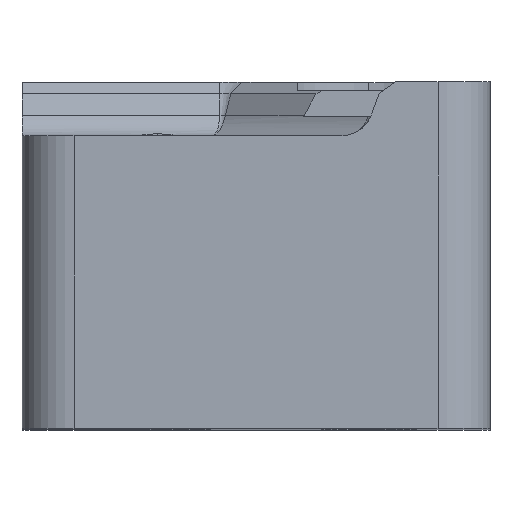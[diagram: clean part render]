
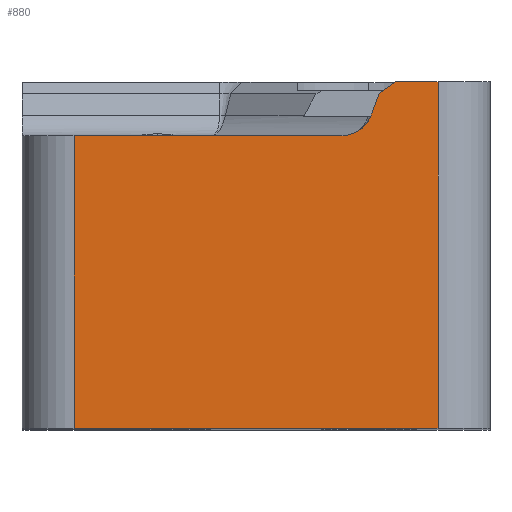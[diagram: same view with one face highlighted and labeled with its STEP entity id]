
A CAD part, top view. The second image highlights one B-rep face of the part: STEP entity #880.
In plain terms, the highlighted planar face has unit normal (0, 0, 1).
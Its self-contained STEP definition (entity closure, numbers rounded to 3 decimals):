
#88 = VECTOR ( 'NONE', #3540, 1000. ) ;
#100 = CARTESIAN_POINT ( 'NONE',  ( 8.048, 20., 28. ) ) ;
#102 = EDGE_LOOP ( 'NONE', ( #289, #2825, #1145, #3588, #2097, #1876, #2091, #2022 ) ) ;
#137 = DIRECTION ( 'NONE',  ( 1., 0., 0. ) ) ;
#289 = ORIENTED_EDGE ( 'NONE', *, *, #1320, .F. ) ;
#319 = VECTOR ( 'NONE', #1306, 1000. ) ;
#358 = LINE ( 'NONE', #1649, #88 ) ;
#402 = LINE ( 'NONE', #3918, #319 ) ;
#420 = DIRECTION ( 'NONE',  ( 0., 1., 0. ) ) ;
#434 = VECTOR ( 'NONE', #420, 1000. ) ;
#566 = LINE ( 'NONE', #1534, #2829 ) ;
#622 = PLANE ( 'NONE',  #4439 ) ;
#641 = FACE_OUTER_BOUND ( 'NONE', #102, .T. ) ;
#880 = ADVANCED_FACE ( 'NONE', ( #641 ), #622, .F. ) ;
#954 = CARTESIAN_POINT ( 'NONE',  ( 4.959, 18.7, 28. ) ) ;
#1145 = ORIENTED_EDGE ( 'NONE', *, *, #4249, .T. ) ;
#1156 = EDGE_CURVE ( 'NONE', #1172, #4595, #2531, .T. ) ;
#1172 = VERTEX_POINT ( 'NONE', #2983 ) ;
#1208 = CARTESIAN_POINT ( 'NONE',  ( 7.109, 19.342, 28. ) ) ;
#1306 = DIRECTION ( 'NONE',  ( 1., 0., 0. ) ) ;
#1320 = EDGE_CURVE ( 'NONE', #2146, #4595, #1615, .T. ) ;
#1375 = VERTEX_POINT ( 'NONE', #2412 ) ;
#1468 = VECTOR ( 'NONE', #3930, 1000. ) ;
#1534 = CARTESIAN_POINT ( 'NONE',  ( -10.5, 20., 28. ) ) ;
#1540 = EDGE_CURVE ( 'NONE', #2146, #3321, #3599, .T. ) ;
#1615 = LINE ( 'NONE', #2641, #1832 ) ;
#1649 = CARTESIAN_POINT ( 'NONE',  ( 4.909, 13.3, 28. ) ) ;
#1804 = CARTESIAN_POINT ( 'NONE',  ( 10.5, 20., 28. ) ) ;
#1832 = VECTOR ( 'NONE', #137, 1000. ) ;
#1854 = VERTEX_POINT ( 'NONE', #3751 ) ;
#1876 = ORIENTED_EDGE ( 'NONE', *, *, #1877, .T. ) ;
#1877 = EDGE_CURVE ( 'NONE', #3390, #1854, #566, .T. ) ;
#2019 = DIRECTION ( 'NONE',  ( 1., 0., 0. ) ) ;
#2022 = ORIENTED_EDGE ( 'NONE', *, *, #1156, .T. ) ;
#2032 = CARTESIAN_POINT ( 'NONE',  ( -13.5, 20., 28. ) ) ;
#2091 = ORIENTED_EDGE ( 'NONE', *, *, #4250, .T. ) ;
#2097 = ORIENTED_EDGE ( 'NONE', *, *, #3803, .F. ) ;
#2146 = VERTEX_POINT ( 'NONE', #100 ) ;
#2148 = CIRCLE ( 'NONE', #4538, 1.8 ) ;
#2261 = CARTESIAN_POINT ( 'NONE',  ( 6.651, 18.084, 28. ) ) ;
#2362 = DIRECTION ( 'NONE',  ( 0., 0., -1. ) ) ;
#2412 = CARTESIAN_POINT ( 'NONE',  ( 4.959, 16.9, 28. ) ) ;
#2531 = LINE ( 'NONE', #1804, #434 ) ;
#2585 = VECTOR ( 'NONE', #2019, 1000. ) ;
#2641 = CARTESIAN_POINT ( 'NONE',  ( -13.5, 20., 28. ) ) ;
#2825 = ORIENTED_EDGE ( 'NONE', *, *, #1540, .T. ) ;
#2829 = VECTOR ( 'NONE', #2967, 1000. ) ;
#2967 = DIRECTION ( 'NONE',  ( 0., -1., 0. ) ) ;
#2983 = CARTESIAN_POINT ( 'NONE',  ( 10.5, 0., 28. ) ) ;
#3273 = CARTESIAN_POINT ( 'NONE',  ( 7.109, 19.342, 28. ) ) ;
#3321 = VERTEX_POINT ( 'NONE', #1208 ) ;
#3346 = LINE ( 'NONE', #4499, #2585 ) ;
#3357 = EDGE_CURVE ( 'NONE', #3639, #1375, #2148, .T. ) ;
#3390 = VERTEX_POINT ( 'NONE', #3793 ) ;
#3455 = DIRECTION ( 'NONE',  ( -1., 0., 0. ) ) ;
#3540 = DIRECTION ( 'NONE',  ( -0.342, -0.94, 0. ) ) ;
#3588 = ORIENTED_EDGE ( 'NONE', *, *, #3357, .T. ) ;
#3599 = LINE ( 'NONE', #3273, #1468 ) ;
#3639 = VERTEX_POINT ( 'NONE', #2261 ) ;
#3751 = CARTESIAN_POINT ( 'NONE',  ( -10.5, 0., 28. ) ) ;
#3793 = CARTESIAN_POINT ( 'NONE',  ( -10.5, 16.9, 28. ) ) ;
#3803 = EDGE_CURVE ( 'NONE', #3390, #1375, #3346, .T. ) ;
#3812 = CARTESIAN_POINT ( 'NONE',  ( 10.5, 20., 28. ) ) ;
#3918 = CARTESIAN_POINT ( 'NONE',  ( -13.5, 0., 28. ) ) ;
#3930 = DIRECTION ( 'NONE',  ( -0.819, -0.574, 0. ) ) ;
#4121 = DIRECTION ( 'NONE',  ( -1., 0., 0. ) ) ;
#4186 = DIRECTION ( 'NONE',  ( 0., 0., -1. ) ) ;
#4249 = EDGE_CURVE ( 'NONE', #3321, #3639, #358, .T. ) ;
#4250 = EDGE_CURVE ( 'NONE', #1854, #1172, #402, .T. ) ;
#4439 = AXIS2_PLACEMENT_3D ( 'NONE', #2032, #4186, #3455 ) ;
#4499 = CARTESIAN_POINT ( 'NONE',  ( -13.5, 16.9, 28. ) ) ;
#4538 = AXIS2_PLACEMENT_3D ( 'NONE', #954, #2362, #4121 ) ;
#4595 = VERTEX_POINT ( 'NONE', #3812 ) ;
